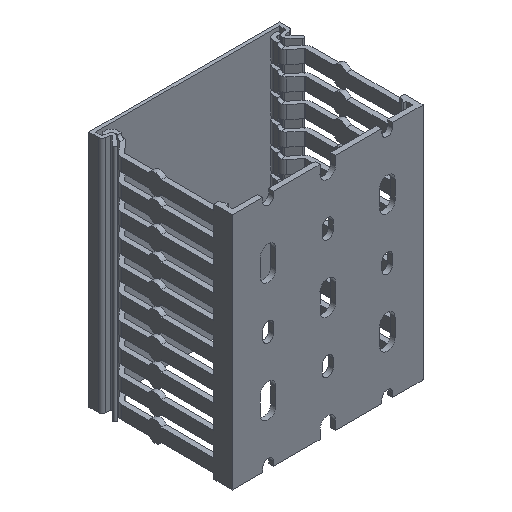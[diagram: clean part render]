
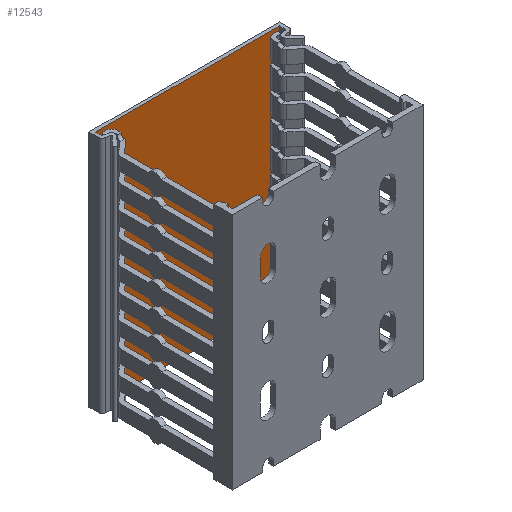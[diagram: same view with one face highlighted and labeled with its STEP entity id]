
A CAD part, isometric view. The second image highlights one B-rep face of the part: STEP entity #12543.
In plain terms, the highlighted planar face has unit normal (0, -1, 0).
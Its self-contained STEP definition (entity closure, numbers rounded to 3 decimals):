
#471=PLANE('',#13782);
#1099=FACE_OUTER_BOUND('',#1745,.T.);
#1745=EDGE_LOOP('',(#11577,#11578,#11579,#11580));
#2952=LINE('',#21703,#4188);
#2979=LINE('',#21783,#4215);
#2981=LINE('',#21786,#4217);
#2982=LINE('',#21787,#4218);
#4188=VECTOR('',#17307,10.);
#4215=VECTOR('',#17384,10.);
#4217=VECTOR('',#17388,10.);
#4218=VECTOR('',#17389,10.);
#5995=VERTEX_POINT('',#21699);
#5996=VERTEX_POINT('',#21701);
#6023=VERTEX_POINT('',#21780);
#6024=VERTEX_POINT('',#21782);
#7852=EDGE_CURVE('',#5996,#5995,#2952,.T.);
#7891=EDGE_CURVE('',#6024,#6023,#2979,.T.);
#7893=EDGE_CURVE('',#5995,#6023,#2981,.T.);
#7894=EDGE_CURVE('',#6024,#5996,#2982,.T.);
#11577=ORIENTED_EDGE('',*,*,#7893,.F.);
#11578=ORIENTED_EDGE('',*,*,#7852,.F.);
#11579=ORIENTED_EDGE('',*,*,#7894,.F.);
#11580=ORIENTED_EDGE('',*,*,#7891,.T.);
#12543=ADVANCED_FACE('',(#1099),#471,.T.);
#13782=AXIS2_PLACEMENT_3D('',#21785,#17386,#17387);
#17307=DIRECTION('',(0.,0.,-1.));
#17384=DIRECTION('',(0.,0.,-1.));
#17386=DIRECTION('center_axis',(0.,-1.,0.));
#17387=DIRECTION('ref_axis',(0.,0.,-1.));
#17388=DIRECTION('',(-1.,0.,0.));
#17389=DIRECTION('',(1.,0.,0.));
#21699=CARTESIAN_POINT('',(38.6,-1.4,-100.));
#21701=CARTESIAN_POINT('',(38.6,-1.4,0.));
#21703=CARTESIAN_POINT('',(38.6,-1.4,0.));
#21780=CARTESIAN_POINT('',(-38.6,-1.4,-100.));
#21782=CARTESIAN_POINT('',(-38.6,-1.4,0.));
#21783=CARTESIAN_POINT('',(-38.6,-1.4,0.));
#21785=CARTESIAN_POINT('Origin',(-38.6,-1.4,0.));
#21786=CARTESIAN_POINT('',(38.6,-1.4,-100.));
#21787=CARTESIAN_POINT('',(-38.6,-1.4,0.));
